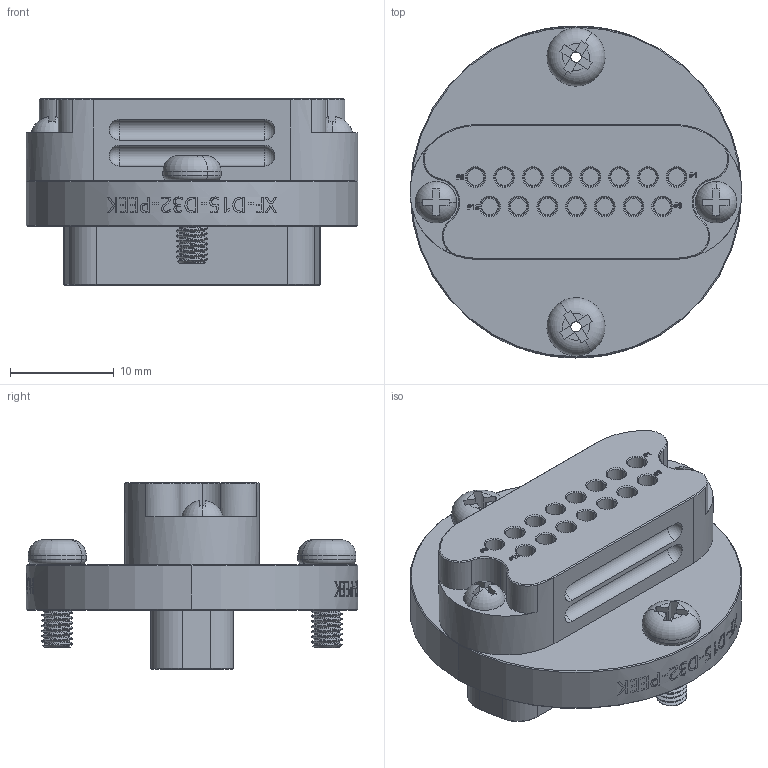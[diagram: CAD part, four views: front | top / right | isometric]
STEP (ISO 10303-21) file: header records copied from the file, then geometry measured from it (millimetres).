
FILE_DESCRIPTION (( 'STEP AP214' ), '1' );
FILE_NAME ('XF-D15-D32-PEEK-祥惇旍.STEP', '2026-01-14T08:37:51', ( '' ), ( '' ), 'SwSTEP 2.0', 'SolidWorks 2020', '' );
FILE_SCHEMA (( 'AUTOMOTIVE_DESIGN' ));
Length unit declared in the file: millimetre
Products named in the file (6): SCRW-M3; XF-D15-D32-PEEK-001; 俋楷耀倰-CFG-D1005; 淩諾坋趼羞蹟隊-M3X8; XF-D15-D32-PEEK-祥惇旍; XF-D15-D32-PEEK-002
Assembly tree (21 placements, depth 2):
  XF-D15-D32-PEEK-祥惇旍
    XF-D15-D32-PEEK-001
    XF-D15-D32-PEEK-002
    SCRW-M3  x2
    俋楷耀倰-CFG-D1005  x15
    淩諾坋趼羞蹟隊-M3X8  x2
Bounding box: 32 x 32 x 18 mm (x, y, z)
Volume: 7033.4 mm3; surface area: 7859.8 mm2
Topology: 21 solids, 21 shells, 1091 faces, 3444 edges, 2536 vertices
Faces by surface type: cylinder 505, plane 327, cone 219, bspline 20, torus 12, sphere 8
Entity records: 36454 total; most frequent: CARTESIAN_POINT 16063, ORIENTED_EDGE 4704, DIRECTION 3665, EDGE_CURVE 2352, VERTEX_POINT 1839, AXIS2_PLACEMENT_3D 1222, LINE 1221, VECTOR 1221
